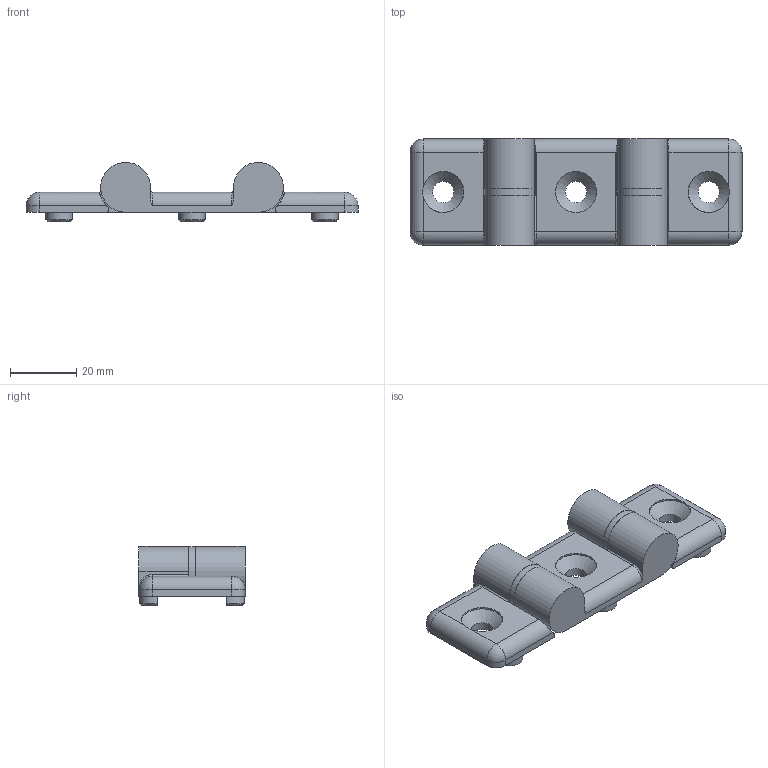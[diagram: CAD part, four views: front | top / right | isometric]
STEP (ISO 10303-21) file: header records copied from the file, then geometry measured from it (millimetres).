
FILE_DESCRIPTION(/* description */ ('STEP AP214'),/* implementation_level */ '2;1');
FILE_NAME(/* name */ '095020D',/* time_stamp */ '2022-08-16T16:06:16+02:00',/* author */ ('License CC BY-ND 4.0'),/* organization */ ('CADENAS'),/* preprocessor_version */ 'ST-DEVELOPER v18.102',/* originating_system */ 'PARTsolutions',/* authorisation */ ' ');
FILE_SCHEMA (('AUTOMOTIVE_DESIGN {1 0 10303 214 3 1 1}'));
Length unit declared in the file: millimetre
Products named in the file (5): 095020D; 095020D_4; 095020D_3; 095020D_2; 095020D_1
Assembly tree (5 placements, depth 2):
  095020D
    095020D_4  x2
    095020D_3
    095020D_2
    095020D_1
Bounding box: 100 x 32 x 17.8 mm (x, y, z)
Volume: 23132.1 mm3; surface area: 13900.1 mm2
Topology: 5 solids, 5 shells, 173 faces, 405 edges, 254 vertices
Faces by surface type: plane 88, cylinder 64, cone 13, sphere 4, torus 4
Full cylindrical faces by diameter (mm): 6.1 x8, 6.4 x3, 12.4 x3, 14.8 x2
Entity records: 4775 total; most frequent: CARTESIAN_POINT 860, DIRECTION 820, ORIENTED_EDGE 736, EDGE_CURVE 368, AXIS2_PLACEMENT_3D 304, VERTEX_POINT 244, LINE 212, VECTOR 212
